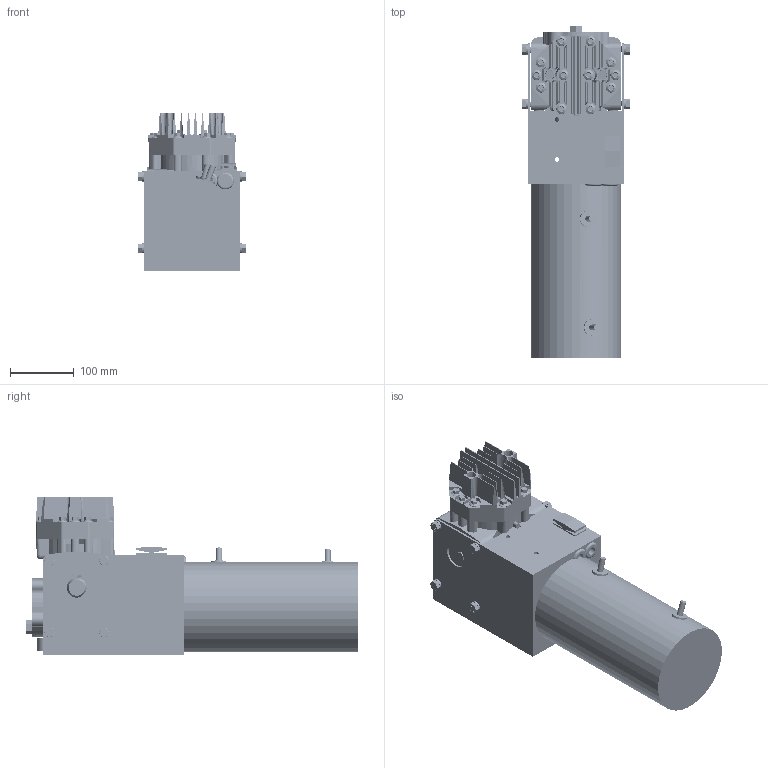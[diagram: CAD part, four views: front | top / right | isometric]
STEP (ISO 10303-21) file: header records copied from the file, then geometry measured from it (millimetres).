
FILE_DESCRIPTION(/* description */ (''),/* implementation_level */ '2;1');
FILE_NAME(/* name */ 'XD-3000 Assembly.step',/* time_stamp */ '2021-04-30T16:18:30-07:00',/* author */ (''),/* organization */ (''),/* preprocessor_version */ 'ST-DEVELOPER v18.1',/* originating_system */ 'Autodesk Translation Framework v10.6.0.1341',/* authorisation */ '');
FILE_SCHEMA (('AUTOMOTIVE_DESIGN { 1 0 10303 214 3 1 1 }'));
Products named in the file (40): XD-3000 Assembly; XD-3000 Frame v2; Face; Top; Right; Left; Coupler 0.875 v2; Rocker Switch v3; Base; Switch; Bolt; YC4000 pump v10; Hex Head Cap Screws; 94288A218; XD Motor v2; 3/8" Hex Head Cap Screws; Screw1; Screw2; Screw3; Screw7; Screw8; Screw10; Screw11; Screw12; Screw9; Screw5; Screw6; Screw4; 3/8" Flat Washers; Flat Washer1; Flat Washer6; Flat Washer8; Flat Washer2; Flat Washer4; Flat Washer3; Flat Washer5; Flat Washer7; Grommets; Grommet1; Grommet2
Assembly tree (51 placements, depth 4):
  XD-3000 Assembly
    XD-3000 Frame v2
      Face
      Top
      Left
      Right
        Left
    Coupler 0.875 v2
    Rocker Switch v3
      Base
      Switch
      Bolt
    YC4000 pump v10
      Hex Head Cap Screws
        94288A218  x12
    XD Motor v2
    3/8" Hex Head Cap Screws
      Screw1
      Screw2
      Screw3
      Screw7
      Screw8
      Screw10
      Screw11
      Screw12
      Screw9
      Screw5
      Screw6
      Screw4
    3/8" Flat Washers
      Flat Washer1
      Flat Washer6
      Flat Washer8
      Flat Washer2
      Flat Washer4
      Flat Washer3
      Flat Washer5
      Flat Washer7
    Grommets
      Grommet1
      Grommet2
Bounding box: 169.88 x 521.51 x 247.6 mm (x, y, z)
Volume: 7781720.2 mm3; surface area: 715564.5 mm2
Topology: 47 solids, 47 shells, 2296 faces, 5872 edges, 3842 vertices
Faces by surface type: cylinder 1101, plane 884, cone 241, bspline 53, torus 17
Full cylindrical faces by diameter (mm): 1.516 x2, 1.524 x2, 5.474 x1, 5.875 x192, 6.35 x4, 6.566 x12, 7.391 x2, 7.463 x144, 7.938 x181, 7.976 x17, 8.128 x1, 8.512 x2, 8.636 x4, 9.373 x2, 9.525 x164, 10.16 x8, 11 x4, 12.141 x1, 12.7 x3, 13.889 x2, 15.875 x8, 20 x2, 20.637 x2, 22.2 x1, 22.225 x1, 23.774 x1, 25.349 x2, 38.1 x2, 44.45 x1, 50.47 x1
Entity records: 82233 total; most frequent: CARTESIAN_POINT 42750, ORIENTED_EDGE 8408, DIRECTION 7542, EDGE_CURVE 4204, VERTEX_POINT 2757, AXIS2_PLACEMENT_3D 2719, LINE 2104, VECTOR 2104
